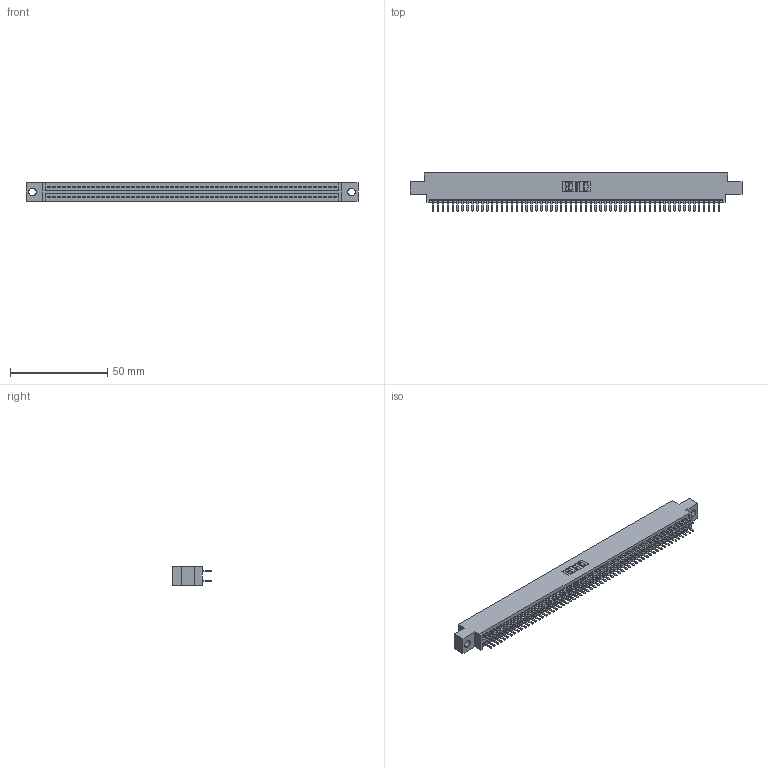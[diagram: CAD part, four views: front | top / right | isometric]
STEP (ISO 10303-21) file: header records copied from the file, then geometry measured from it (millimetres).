
FILE_DESCRIPTION (( 'STEP AP203' ), '1' );
FILE_NAME ('395-118-520-804.STEP', '2018-12-02T04:50:10', ( '' ), ( '' ), 'SwSTEP 2.0', 'SolidWorks 2016', '' );
FILE_SCHEMA (( 'CONFIG_CONTROL_DESIGN' ));
Length unit declared in the file: inch
Products named in the file (3): 345-292-001_345-293-120; 345 Part_0.170 Offset - 0.156 Dia-TH; 395-118-520-804
Assembly tree (119 placements, depth 2):
  395-118-520-804
    345 Part_0.170 Offset - 0.156 Dia-TH
    345-292-001_345-293-120  x118
Bounding box: 171.07 x 19.68 x 9.4 mm (x, y, z)
Volume: 16522.5 mm3; surface area: 24600.6 mm2
Topology: 119 solids, 119 shells, 6502 faces, 18879 edges, 12270 vertices
Faces by surface type: plane 4214, cylinder 2288
Entity records: 44253 total; most frequent: CARTESIAN_POINT 7416, ORIENTED_EDGE 7338, DIRECTION 6505, EDGE_CURVE 3669, VECTOR 3297, LINE 3297, VERTEX_POINT 2442, AXIS2_PLACEMENT_3D 1604
